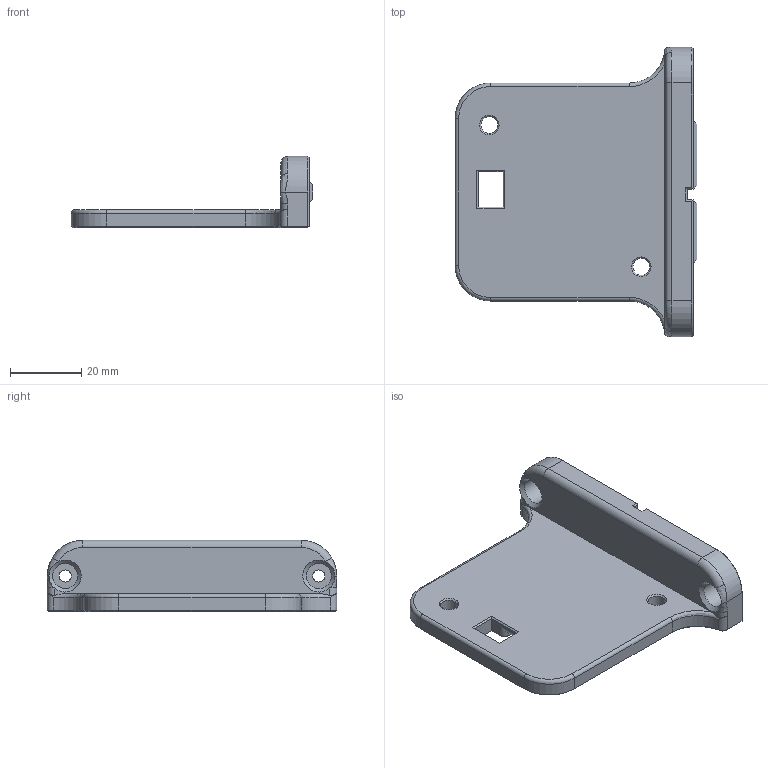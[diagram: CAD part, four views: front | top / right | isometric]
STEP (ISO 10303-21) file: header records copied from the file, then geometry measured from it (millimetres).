
FILE_DESCRIPTION(/* description */ ('Unknown'),/* implementation_level */ '2;1');
FILE_NAME(/* name */ '5015_Flat_Fan_Bracket',/* time_stamp */ '2022-02-06T13:10:35-05:00',/* author */ ('Unknown'),/* organization */ ('Unknown'),/* preprocessor_version */ 'ST-DEVELOPER v16.7',/* originating_system */ 'Solid Edge',/* authorisation */ 'Unknown');
FILE_SCHEMA (('AUTOMOTIVE_DESIGN {1 0 10303 214 3 1 1}'));
Length unit declared in the file: millimetre
Products named in the file (1): 5015_Flat_Fan_Bracket
Bounding box: 67.8 x 81.1 x 20 mm (x, y, z)
Volume: 29148.4 mm3; surface area: 12691.9 mm2
Topology: 1 solids, 1 shells, 113 faces, 287 edges, 175 vertices
Faces by surface type: plane 61, cylinder 24, cone 18, torus 6, bspline 4
Full cylindrical faces by diameter (mm): 3.4 x2, 4.7 x2, 7 x2
Entity records: 3357 total; most frequent: CARTESIAN_POINT 663, DIRECTION 557, ORIENTED_EDGE 536, EDGE_CURVE 268, AXIS2_PLACEMENT_3D 190, LINE 177, VECTOR 177, VERTEX_POINT 170
